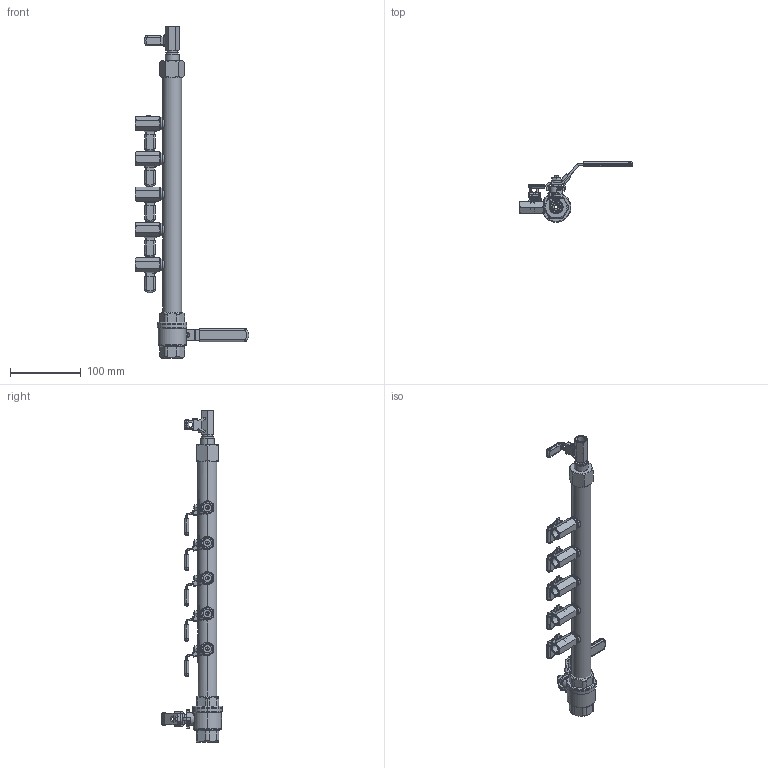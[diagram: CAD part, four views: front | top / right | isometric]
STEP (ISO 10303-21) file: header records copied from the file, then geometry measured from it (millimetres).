
FILE_DESCRIPTION (( 'STEP AP214' ), '1' );
FILE_NAME ('AH34RP5L-14RC2L AH34 Series 5 Way LH Single Sided Stainless Steel Instrument Air Manifold.STEP', '2020-02-26T19:34:52', ( '' ), ( '' ), 'SwSTEP 2.0', 'SolidWorks 2020', '' );
FILE_SCHEMA (( 'AUTOMOTIVE_DESIGN' ));
Length unit declared in the file: millimetre
Products named in the file (29): Lever A2TL-HL; D1T-HL Handle Cover; D1T-HL red sleeve_D1T-HL Closed; AH34RP5L-14RC2L 5-Way LH Manifold; BACK_P; A2TL-HL Valve_A2TL-HL Closed; m8 Thin Nut; m5 Nut; Manifold Adaptor; D1T-HL Valve Body; 5mm SS Lock Washer; m8 Nut; 8mm SS Lock Washer; 5mm SS Washer; SLIDE_LOCK; SLIDE_LOCK-A2TL-HL; Lever; STEM; F-CAP; A2TL-HL Handle Cover; White letter colouring block; A2TL-HL Body; 5mm Nylon Washer; AH34RP5L-14RC2L AH34 Series 5 Way LH Single Sided Stainless Steel Instrument Air Manifold
Assembly tree (94 placements, depth 3):
  AH34RP5L-14RC2L AH34 Series 5 Way LH Single Sided Stainless Steel Instrument Air Manifold
    AH34RP5L-14RC2L 5-Way LH Manifold
    A2TL-HL Valve_A2TL-HL Closed
      A2TL-HL Body
      m8 Thin Nut
      Lever A2TL-HL
      8mm SS Lock Washer
      m8 Nut
      A2TL-HL Handle Cover
      SLIDE_LOCK-A2TL-HL
    Manifold Adaptor
    D1T-HL red sleeve_D1T-HL Closed
      D1T-HL Valve Body
      STEM
      BACK_P
      F-CAP
      SLIDE_LOCK
      Lever
      5mm Nylon Washer
      5mm SS Washer  x2
      5mm SS Lock Washer
      m5 Nut
      D1T-HL Handle Cover
      White letter colouring block
    D1T-HL red sleeve_D1T-HL Closed
      D1T-HL Valve Body
      STEM
      BACK_P
      F-CAP
      SLIDE_LOCK
      Lever
      5mm Nylon Washer
      5mm SS Washer  x2
      5mm SS Lock Washer
      m5 Nut
      D1T-HL Handle Cover
      White letter colouring block
    D1T-HL red sleeve_D1T-HL Closed
      D1T-HL Valve Body
      STEM
      BACK_P
      F-CAP
      SLIDE_LOCK
      Lever
      5mm Nylon Washer
      5mm SS Washer  x2
      5mm SS Lock Washer
      m5 Nut
      D1T-HL Handle Cover
      White letter colouring block
    D1T-HL red sleeve_D1T-HL Closed
      D1T-HL Valve Body
      STEM
      BACK_P
      F-CAP
      SLIDE_LOCK
      Lever
      5mm Nylon Washer
      5mm SS Washer  x2
      5mm SS Lock Washer
Bounding box: 160.61 x 85.6 x 470 mm (x, y, z)
Volume: 237442.7 mm3; surface area: 159775.5 mm2
Topology: 108 solids, 108 shells, 3928 faces, 9941 edges, 6333 vertices
Faces by surface type: plane 1750, cylinder 998, bspline 688, torus 360, cone 116, sphere 16
Entity records: 63966 total; most frequent: CARTESIAN_POINT 29001, ORIENTED_EDGE 6772, DIRECTION 5788, EDGE_CURVE 3386, VERTEX_POINT 2135, AXIS2_PLACEMENT_3D 2069, VECTOR 1650, LINE 1650
